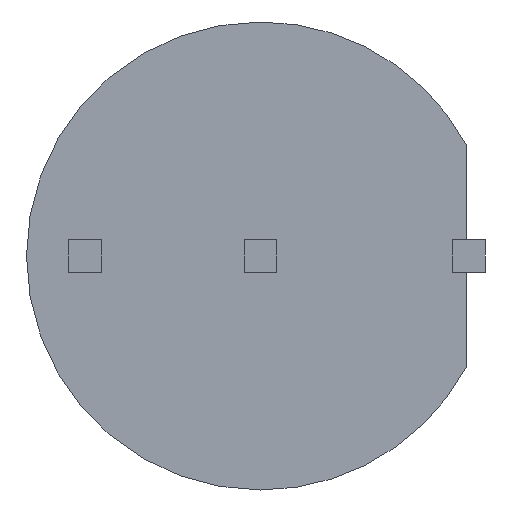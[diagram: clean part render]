
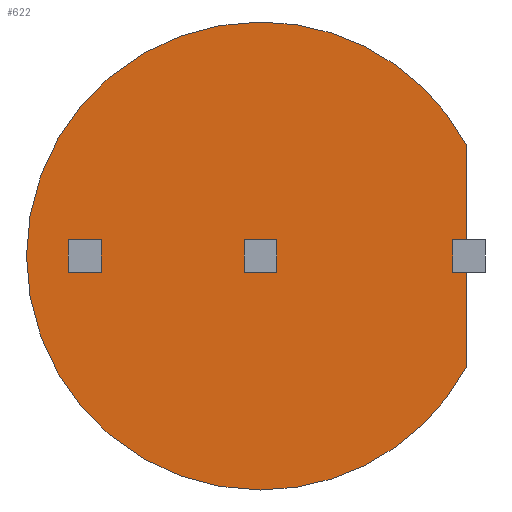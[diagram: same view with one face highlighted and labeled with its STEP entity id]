
A CAD part, front view. The second image highlights one B-rep face of the part: STEP entity #622.
In plain terms, the highlighted planar face has unit normal (0, -1, 0).
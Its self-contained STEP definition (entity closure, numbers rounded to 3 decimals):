
#9 = DIRECTION ( 'NONE',  ( 0., 0., -1. ) ) ;
#16 = CARTESIAN_POINT ( 'NONE',  ( 0., -2.1, 0.2 ) ) ;
#19 = EDGE_CURVE ( 'NONE', #99, #812, #791, .T. ) ;
#27 = VERTEX_POINT ( 'NONE', #988 ) ;
#42 = LINE ( 'NONE', #398, #83 ) ;
#44 = EDGE_CURVE ( 'NONE', #27, #498, #84, .T. ) ;
#58 = CARTESIAN_POINT ( 'NONE',  ( 0., -2.1, 0.2 ) ) ;
#59 = VECTOR ( 'NONE', #1001, 1000. ) ;
#70 = LINE ( 'NONE', #442, #249 ) ;
#71 = ORIENTED_EDGE ( 'NONE', *, *, #1017, .T. ) ;
#72 = LINE ( 'NONE', #362, #789 ) ;
#83 = VECTOR ( 'NONE', #312, 1000. ) ;
#84 = LINE ( 'NONE', #798, #287 ) ;
#98 = CARTESIAN_POINT ( 'NONE',  ( -0.2, -2.1, 0.2 ) ) ;
#99 = VERTEX_POINT ( 'NONE', #145 ) ;
#101 = VECTOR ( 'NONE', #405, 1000. ) ;
#118 = AXIS2_PLACEMENT_3D ( 'NONE', #1013, #727, #818 ) ;
#128 = CARTESIAN_POINT ( 'NONE',  ( 0.2, -2.1, -0.2 ) ) ;
#131 = EDGE_CURVE ( 'NONE', #498, #466, #696, .T. ) ;
#143 = CARTESIAN_POINT ( 'NONE',  ( -0.2, -2.1, -0.2 ) ) ;
#144 = LINE ( 'NONE', #496, #472 ) ;
#145 = CARTESIAN_POINT ( 'NONE',  ( 0., -2.1, -2.85 ) ) ;
#146 = ORIENTED_EDGE ( 'NONE', *, *, #530, .T. ) ;
#148 = DIRECTION ( 'NONE',  ( 0., 0., 1. ) ) ;
#155 = CIRCLE ( 'NONE', #396, 2.85 ) ;
#169 = FACE_OUTER_BOUND ( 'NONE', #570, .T. ) ;
#194 = ORIENTED_EDGE ( 'NONE', *, *, #758, .T. ) ;
#197 = ORIENTED_EDGE ( 'NONE', *, *, #867, .F. ) ;
#199 = DIRECTION ( 'NONE',  ( 0., 0., -1. ) ) ;
#212 = ORIENTED_EDGE ( 'NONE', *, *, #131, .F. ) ;
#213 = LINE ( 'NONE', #650, #59 ) ;
#223 = DIRECTION ( 'NONE',  ( 0., 0., -1. ) ) ;
#228 = VECTOR ( 'NONE', #9, 1000. ) ;
#233 = LINE ( 'NONE', #246, #712 ) ;
#242 = DIRECTION ( 'NONE',  ( -1., 0., 0. ) ) ;
#246 = CARTESIAN_POINT ( 'NONE',  ( -2.21, -2.1, 0. ) ) ;
#249 = VECTOR ( 'NONE', #714, 1000. ) ;
#254 = LINE ( 'NONE', #810, #770 ) ;
#258 = VERTEX_POINT ( 'NONE', #635 ) ;
#267 = ORIENTED_EDGE ( 'NONE', *, *, #273, .T. ) ;
#269 = CARTESIAN_POINT ( 'NONE',  ( 0.2, -2.1, 0. ) ) ;
#273 = EDGE_CURVE ( 'NONE', #346, #634, #440, .T. ) ;
#275 = DIRECTION ( 'NONE',  ( 0., 1., 0. ) ) ;
#277 = ORIENTED_EDGE ( 'NONE', *, *, #681, .T. ) ;
#278 = DIRECTION ( 'NONE',  ( -1., 0., 0. ) ) ;
#287 = VECTOR ( 'NONE', #983, 1000. ) ;
#292 = ORIENTED_EDGE ( 'NONE', *, *, #44, .F. ) ;
#312 = DIRECTION ( 'NONE',  ( -1., 0., 0. ) ) ;
#316 = CARTESIAN_POINT ( 'NONE',  ( -1.94, -2.1, 0.2 ) ) ;
#346 = VERTEX_POINT ( 'NONE', #1102 ) ;
#362 = CARTESIAN_POINT ( 'NONE',  ( 0., -2.1, -0.2 ) ) ;
#367 = FACE_BOUND ( 'NONE', #795, .T. ) ;
#370 = DIRECTION ( 'NONE',  ( 1., 0., 0. ) ) ;
#396 = AXIS2_PLACEMENT_3D ( 'NONE', #665, #1115, #223 ) ;
#398 = CARTESIAN_POINT ( 'NONE',  ( 0., -2.1, -0.2 ) ) ;
#405 = DIRECTION ( 'NONE',  ( -1., 0., 0. ) ) ;
#409 = EDGE_CURVE ( 'NONE', #868, #876, #144, .T. ) ;
#430 = EDGE_CURVE ( 'NONE', #868, #99, #155, .T. ) ;
#440 = LINE ( 'NONE', #269, #544 ) ;
#442 = CARTESIAN_POINT ( 'NONE',  ( -0.2, -2.1, -0.2 ) ) ;
#444 = PLANE ( 'NONE',  #118 ) ;
#448 = CARTESIAN_POINT ( 'NONE',  ( 2.34, -2.1, -0.2 ) ) ;
#466 = VERTEX_POINT ( 'NONE', #686 ) ;
#472 = VECTOR ( 'NONE', #856, 1000. ) ;
#475 = DIRECTION ( 'NONE',  ( 0., 0., 1. ) ) ;
#479 = LINE ( 'NONE', #16, #624 ) ;
#482 = LINE ( 'NONE', #58, #101 ) ;
#496 = CARTESIAN_POINT ( 'NONE',  ( 2.504, -2.1, 3.059 ) ) ;
#498 = VERTEX_POINT ( 'NONE', #316 ) ;
#525 = VERTEX_POINT ( 'NONE', #877 ) ;
#530 = EDGE_CURVE ( 'NONE', #876, #1028, #72, .T. ) ;
#544 = VECTOR ( 'NONE', #970, 1000. ) ;
#549 = ORIENTED_EDGE ( 'NONE', *, *, #430, .F. ) ;
#570 = EDGE_LOOP ( 'NONE', ( #1000, #146, #197, #71, #609, #614, #942, #549 ) ) ;
#582 = AXIS2_PLACEMENT_3D ( 'NONE', #992, #275, #199 ) ;
#598 = EDGE_CURVE ( 'NONE', #812, #525, #671, .T. ) ;
#609 = ORIENTED_EDGE ( 'NONE', *, *, #958, .T. ) ;
#614 = ORIENTED_EDGE ( 'NONE', *, *, #598, .F. ) ;
#622 = ADVANCED_FACE ( 'NONE', ( #625, #367, #169 ), #444, .T. ) ;
#624 = VECTOR ( 'NONE', #370, 1000. ) ;
#625 = FACE_BOUND ( 'NONE', #637, .T. ) ;
#634 = VERTEX_POINT ( 'NONE', #128 ) ;
#635 = CARTESIAN_POINT ( 'NONE',  ( 2.504, -2.1, 0.2 ) ) ;
#637 = EDGE_LOOP ( 'NONE', ( #292, #277, #691, #212 ) ) ;
#650 = CARTESIAN_POINT ( 'NONE',  ( 0., -2.1, -0.2 ) ) ;
#653 = CARTESIAN_POINT ( 'NONE',  ( -2.21, -2.1, -0.2 ) ) ;
#665 = CARTESIAN_POINT ( 'NONE',  ( 0., -2.1, 0. ) ) ;
#671 = CIRCLE ( 'NONE', #687, 2.85 ) ;
#681 = EDGE_CURVE ( 'NONE', #27, #978, #213, .T. ) ;
#686 = CARTESIAN_POINT ( 'NONE',  ( -2.21, -2.1, 0.2 ) ) ;
#687 = AXIS2_PLACEMENT_3D ( 'NONE', #695, #888, #1057 ) ;
#691 = ORIENTED_EDGE ( 'NONE', *, *, #715, .T. ) ;
#695 = CARTESIAN_POINT ( 'NONE',  ( 0., -2.1, 0. ) ) ;
#696 = LINE ( 'NONE', #1103, #1091 ) ;
#712 = VECTOR ( 'NONE', #148, 1000. ) ;
#714 = DIRECTION ( 'NONE',  ( 0., 0., -1. ) ) ;
#715 = EDGE_CURVE ( 'NONE', #978, #466, #233, .T. ) ;
#725 = CARTESIAN_POINT ( 'NONE',  ( 2.34, -2.1, -0.2 ) ) ;
#727 = DIRECTION ( 'NONE',  ( 0., -1., 0. ) ) ;
#739 = EDGE_CURVE ( 'NONE', #346, #912, #482, .T. ) ;
#758 = EDGE_CURVE ( 'NONE', #634, #1112, #42, .T. ) ;
#770 = VECTOR ( 'NONE', #475, 1000. ) ;
#789 = VECTOR ( 'NONE', #278, 1000. ) ;
#791 = CIRCLE ( 'NONE', #582, 2.85 ) ;
#795 = EDGE_LOOP ( 'NONE', ( #806, #267, #194, #953 ) ) ;
#798 = CARTESIAN_POINT ( 'NONE',  ( -1.94, -2.1, -0.2 ) ) ;
#806 = ORIENTED_EDGE ( 'NONE', *, *, #739, .F. ) ;
#810 = CARTESIAN_POINT ( 'NONE',  ( 2.504, -2.1, 3.059 ) ) ;
#812 = VERTEX_POINT ( 'NONE', #1101 ) ;
#818 = DIRECTION ( 'NONE',  ( 0., 0., -1. ) ) ;
#856 = DIRECTION ( 'NONE',  ( 0., 0., 1. ) ) ;
#867 = EDGE_CURVE ( 'NONE', #910, #1028, #1064, .T. ) ;
#868 = VERTEX_POINT ( 'NONE', #880 ) ;
#875 = CARTESIAN_POINT ( 'NONE',  ( 2.504, -2.1, -0.2 ) ) ;
#876 = VERTEX_POINT ( 'NONE', #875 ) ;
#877 = CARTESIAN_POINT ( 'NONE',  ( 2.504, -2.1, 1.361 ) ) ;
#880 = CARTESIAN_POINT ( 'NONE',  ( 2.504, -2.1, -1.361 ) ) ;
#881 = EDGE_CURVE ( 'NONE', #912, #1112, #70, .T. ) ;
#888 = DIRECTION ( 'NONE',  ( 0., 1., 0. ) ) ;
#910 = VERTEX_POINT ( 'NONE', #1124 ) ;
#912 = VERTEX_POINT ( 'NONE', #98 ) ;
#942 = ORIENTED_EDGE ( 'NONE', *, *, #19, .F. ) ;
#953 = ORIENTED_EDGE ( 'NONE', *, *, #881, .F. ) ;
#958 = EDGE_CURVE ( 'NONE', #258, #525, #254, .T. ) ;
#970 = DIRECTION ( 'NONE',  ( 0., 0., -1. ) ) ;
#978 = VERTEX_POINT ( 'NONE', #653 ) ;
#983 = DIRECTION ( 'NONE',  ( 0., 0., 1. ) ) ;
#988 = CARTESIAN_POINT ( 'NONE',  ( -1.94, -2.1, -0.2 ) ) ;
#992 = CARTESIAN_POINT ( 'NONE',  ( 0., -2.1, 0. ) ) ;
#1000 = ORIENTED_EDGE ( 'NONE', *, *, #409, .T. ) ;
#1001 = DIRECTION ( 'NONE',  ( -1., 0., 0. ) ) ;
#1013 = CARTESIAN_POINT ( 'NONE',  ( 0., -2.1, 0. ) ) ;
#1017 = EDGE_CURVE ( 'NONE', #910, #258, #479, .T. ) ;
#1028 = VERTEX_POINT ( 'NONE', #725 ) ;
#1057 = DIRECTION ( 'NONE',  ( 0., 0., -1. ) ) ;
#1064 = LINE ( 'NONE', #448, #228 ) ;
#1091 = VECTOR ( 'NONE', #242, 1000. ) ;
#1101 = CARTESIAN_POINT ( 'NONE',  ( 0., -2.1, 2.85 ) ) ;
#1102 = CARTESIAN_POINT ( 'NONE',  ( 0.2, -2.1, 0.2 ) ) ;
#1103 = CARTESIAN_POINT ( 'NONE',  ( 0., -2.1, 0.2 ) ) ;
#1112 = VERTEX_POINT ( 'NONE', #143 ) ;
#1115 = DIRECTION ( 'NONE',  ( 0., 1., 0. ) ) ;
#1124 = CARTESIAN_POINT ( 'NONE',  ( 2.34, -2.1, 0.2 ) ) ;
